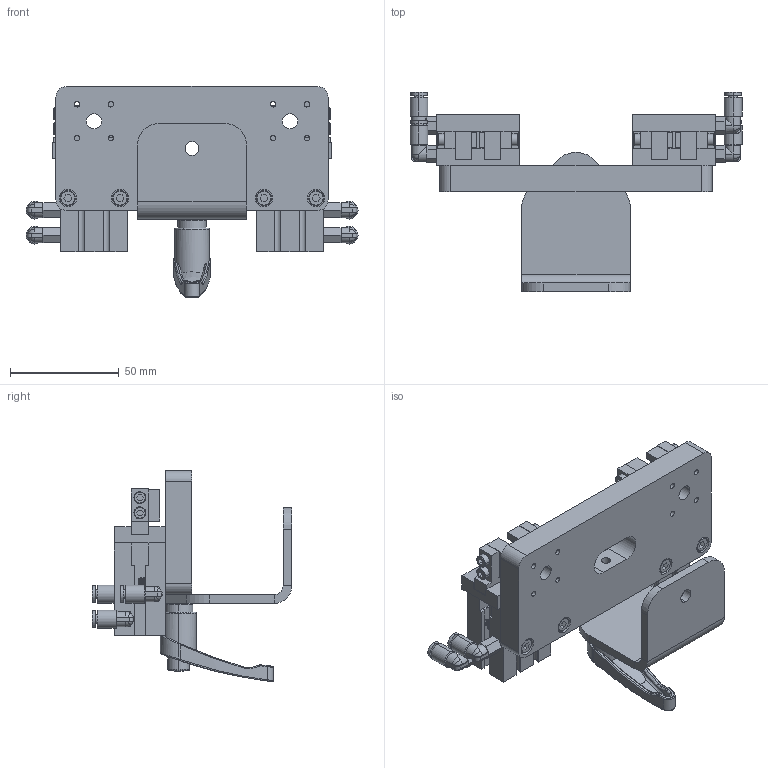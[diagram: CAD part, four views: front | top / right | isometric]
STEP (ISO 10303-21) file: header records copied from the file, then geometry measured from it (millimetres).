
FILE_DESCRIPTION (( 'STEP AP214' ), '1' );
FILE_NAME ('CS2R245-A.STEP', '2018-04-24T05:48:37', ( 'Fontanilla' ), ( 'Microsoft' ), 'SwSTEP 2.0', 'SolidWorks 2017', '' );
FILE_SCHEMA (( 'AUTOMOTIVE_DESIGN' ));
Length unit declared in the file: millimetre
Products named in the file (1): CS2R245-A
Bounding box: 152.4 x 91.63 x 96.94 mm (x, y, z)
Surface area: 66240.7 mm2 (no closed solid volume)
Topology: 0 solids, 67 shells, 817 faces, 2413 edges, 1625 vertices
Faces by surface type: plane 387, cylinder 217, cone 154, bspline 43, sphere 16
Entity records: 42331 total; most frequent: CARTESIAN_POINT 12073, DIRECTION 4299, ORIENTED_EDGE 4157, EDGE_CURVE 2413, VERTEX_POINT 1625, AXIS2_PLACEMENT_3D 1509, LINE 1281, VECTOR 1281
